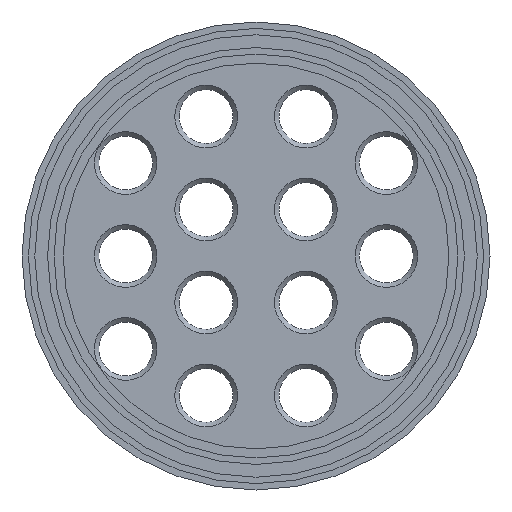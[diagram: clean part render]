
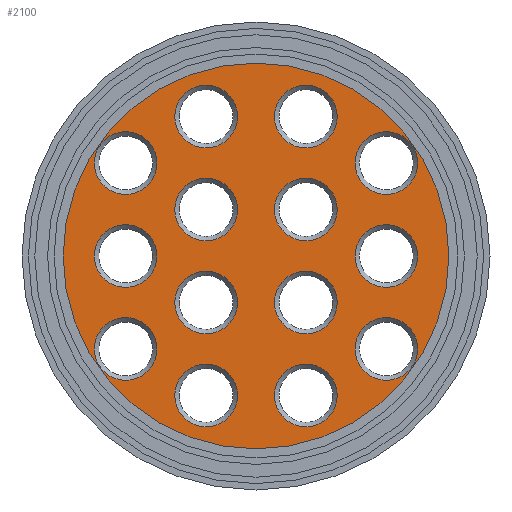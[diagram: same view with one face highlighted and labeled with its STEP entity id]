
A CAD part, front view. The second image highlights one B-rep face of the part: STEP entity #2100.
In plain terms, the highlighted planar face has unit normal (0, -1, 0).
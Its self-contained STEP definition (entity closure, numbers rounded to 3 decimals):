
#15=FACE_BOUND('',#251,.T.);
#16=FACE_BOUND('',#252,.T.);
#17=FACE_BOUND('',#253,.T.);
#18=FACE_BOUND('',#254,.T.);
#19=FACE_BOUND('',#255,.T.);
#20=FACE_BOUND('',#256,.T.);
#21=FACE_BOUND('',#257,.T.);
#22=FACE_BOUND('',#258,.T.);
#23=FACE_BOUND('',#259,.T.);
#24=FACE_BOUND('',#260,.T.);
#25=FACE_BOUND('',#261,.T.);
#26=FACE_BOUND('',#262,.T.);
#27=FACE_BOUND('',#263,.T.);
#28=FACE_BOUND('',#264,.T.);
#53=PLANE('',#2275);
#129=FACE_OUTER_BOUND('',#250,.T.);
#250=EDGE_LOOP('',(#1444));
#251=EDGE_LOOP('',(#1445));
#252=EDGE_LOOP('',(#1446));
#253=EDGE_LOOP('',(#1447));
#254=EDGE_LOOP('',(#1448));
#255=EDGE_LOOP('',(#1449));
#256=EDGE_LOOP('',(#1450));
#257=EDGE_LOOP('',(#1451));
#258=EDGE_LOOP('',(#1452));
#259=EDGE_LOOP('',(#1453));
#260=EDGE_LOOP('',(#1454));
#261=EDGE_LOOP('',(#1455));
#262=EDGE_LOOP('',(#1456));
#263=EDGE_LOOP('',(#1457));
#264=EDGE_LOOP('',(#1458));
#646=CIRCLE('',#2274,4.89);
#647=CIRCLE('',#2276,30.085);
#648=CIRCLE('',#2277,4.89);
#649=CIRCLE('',#2278,4.89);
#650=CIRCLE('',#2279,4.89);
#651=CIRCLE('',#2280,4.89);
#652=CIRCLE('',#2281,4.89);
#653=CIRCLE('',#2282,4.89);
#654=CIRCLE('',#2283,4.89);
#655=CIRCLE('',#2284,4.89);
#656=CIRCLE('',#2285,4.89);
#657=CIRCLE('',#2286,4.89);
#658=CIRCLE('',#2287,4.89);
#659=CIRCLE('',#2288,4.89);
#660=CIRCLE('',#2289,4.89);
#864=VERTEX_POINT('',#3443);
#865=VERTEX_POINT('',#3447);
#866=VERTEX_POINT('',#3449);
#867=VERTEX_POINT('',#3451);
#868=VERTEX_POINT('',#3453);
#869=VERTEX_POINT('',#3455);
#870=VERTEX_POINT('',#3457);
#871=VERTEX_POINT('',#3459);
#872=VERTEX_POINT('',#3461);
#873=VERTEX_POINT('',#3463);
#874=VERTEX_POINT('',#3465);
#875=VERTEX_POINT('',#3467);
#876=VERTEX_POINT('',#3469);
#877=VERTEX_POINT('',#3471);
#878=VERTEX_POINT('',#3473);
#1092=EDGE_CURVE('',#864,#864,#646,.T.);
#1094=EDGE_CURVE('',#865,#865,#647,.T.);
#1095=EDGE_CURVE('',#866,#866,#648,.T.);
#1096=EDGE_CURVE('',#867,#867,#649,.T.);
#1097=EDGE_CURVE('',#868,#868,#650,.T.);
#1098=EDGE_CURVE('',#869,#869,#651,.T.);
#1099=EDGE_CURVE('',#870,#870,#652,.T.);
#1100=EDGE_CURVE('',#871,#871,#653,.T.);
#1101=EDGE_CURVE('',#872,#872,#654,.T.);
#1102=EDGE_CURVE('',#873,#873,#655,.T.);
#1103=EDGE_CURVE('',#874,#874,#656,.T.);
#1104=EDGE_CURVE('',#875,#875,#657,.T.);
#1105=EDGE_CURVE('',#876,#876,#658,.T.);
#1106=EDGE_CURVE('',#877,#877,#659,.T.);
#1107=EDGE_CURVE('',#878,#878,#660,.T.);
#1444=ORIENTED_EDGE('',*,*,#1094,.T.);
#1445=ORIENTED_EDGE('',*,*,#1095,.F.);
#1446=ORIENTED_EDGE('',*,*,#1096,.F.);
#1447=ORIENTED_EDGE('',*,*,#1097,.F.);
#1448=ORIENTED_EDGE('',*,*,#1098,.F.);
#1449=ORIENTED_EDGE('',*,*,#1099,.F.);
#1450=ORIENTED_EDGE('',*,*,#1100,.F.);
#1451=ORIENTED_EDGE('',*,*,#1101,.F.);
#1452=ORIENTED_EDGE('',*,*,#1102,.F.);
#1453=ORIENTED_EDGE('',*,*,#1103,.F.);
#1454=ORIENTED_EDGE('',*,*,#1104,.F.);
#1455=ORIENTED_EDGE('',*,*,#1105,.F.);
#1456=ORIENTED_EDGE('',*,*,#1106,.F.);
#1457=ORIENTED_EDGE('',*,*,#1107,.F.);
#1458=ORIENTED_EDGE('',*,*,#1092,.F.);
#2100=ADVANCED_FACE('',(#129,#15,#16,#17,#18,#19,#20,#21,#22,#23,#24,#25,
#26,#27,#28),#53,.F.);
#2274=AXIS2_PLACEMENT_3D('',#3444,#2666,#2667);
#2275=AXIS2_PLACEMENT_3D('',#3446,#2669,#2670);
#2276=AXIS2_PLACEMENT_3D('',#3448,#2671,#2672);
#2277=AXIS2_PLACEMENT_3D('',#3450,#2673,#2674);
#2278=AXIS2_PLACEMENT_3D('',#3452,#2675,#2676);
#2279=AXIS2_PLACEMENT_3D('',#3454,#2677,#2678);
#2280=AXIS2_PLACEMENT_3D('',#3456,#2679,#2680);
#2281=AXIS2_PLACEMENT_3D('',#3458,#2681,#2682);
#2282=AXIS2_PLACEMENT_3D('',#3460,#2683,#2684);
#2283=AXIS2_PLACEMENT_3D('',#3462,#2685,#2686);
#2284=AXIS2_PLACEMENT_3D('',#3464,#2687,#2688);
#2285=AXIS2_PLACEMENT_3D('',#3466,#2689,#2690);
#2286=AXIS2_PLACEMENT_3D('',#3468,#2691,#2692);
#2287=AXIS2_PLACEMENT_3D('',#3470,#2693,#2694);
#2288=AXIS2_PLACEMENT_3D('',#3472,#2695,#2696);
#2289=AXIS2_PLACEMENT_3D('',#3474,#2697,#2698);
#2666=DIRECTION('center_axis',(0.,-1.,0.));
#2667=DIRECTION('ref_axis',(-1.,0.,0.));
#2669=DIRECTION('center_axis',(0.,1.,0.));
#2670=DIRECTION('ref_axis',(0.,0.,1.));
#2671=DIRECTION('center_axis',(0.,-1.,0.));
#2672=DIRECTION('ref_axis',(1.,0.,0.));
#2673=DIRECTION('center_axis',(0.,-1.,0.));
#2674=DIRECTION('ref_axis',(-1.,0.,0.));
#2675=DIRECTION('center_axis',(0.,-1.,0.));
#2676=DIRECTION('ref_axis',(-1.,0.,0.));
#2677=DIRECTION('center_axis',(0.,-1.,0.));
#2678=DIRECTION('ref_axis',(-1.,0.,0.));
#2679=DIRECTION('center_axis',(0.,-1.,0.));
#2680=DIRECTION('ref_axis',(-1.,0.,0.));
#2681=DIRECTION('center_axis',(0.,-1.,0.));
#2682=DIRECTION('ref_axis',(-1.,0.,0.));
#2683=DIRECTION('center_axis',(0.,-1.,0.));
#2684=DIRECTION('ref_axis',(-1.,0.,0.));
#2685=DIRECTION('center_axis',(0.,-1.,0.));
#2686=DIRECTION('ref_axis',(-1.,0.,0.));
#2687=DIRECTION('center_axis',(0.,-1.,0.));
#2688=DIRECTION('ref_axis',(-1.,0.,0.));
#2689=DIRECTION('center_axis',(0.,-1.,0.));
#2690=DIRECTION('ref_axis',(-1.,0.,0.));
#2691=DIRECTION('center_axis',(0.,-1.,0.));
#2692=DIRECTION('ref_axis',(-1.,0.,0.));
#2693=DIRECTION('center_axis',(0.,-1.,0.));
#2694=DIRECTION('ref_axis',(-1.,0.,0.));
#2695=DIRECTION('center_axis',(0.,-1.,0.));
#2696=DIRECTION('ref_axis',(-1.,0.,0.));
#2697=DIRECTION('center_axis',(0.,-1.,0.));
#2698=DIRECTION('ref_axis',(-1.,0.,0.));
#3443=CARTESIAN_POINT('',(25.224,-3.5,-14.5));
#3444=CARTESIAN_POINT('Origin',(20.334,-3.5,-14.5));
#3446=CARTESIAN_POINT('Origin',(0.,-3.5,0.));
#3447=CARTESIAN_POINT('',(-30.085,-3.5,0.));
#3448=CARTESIAN_POINT('Origin',(0.,-3.5,0.));
#3449=CARTESIAN_POINT('',(-15.443,-3.5,-14.5));
#3450=CARTESIAN_POINT('Origin',(-20.333,-3.5,-14.5));
#3451=CARTESIAN_POINT('',(-15.443,-3.5,0.));
#3452=CARTESIAN_POINT('Origin',(-20.333,-3.5,0.));
#3453=CARTESIAN_POINT('',(-15.443,-3.5,14.5));
#3454=CARTESIAN_POINT('Origin',(-20.333,-3.5,14.5));
#3455=CARTESIAN_POINT('',(-2.886,-3.5,-21.75));
#3456=CARTESIAN_POINT('Origin',(-7.776,-3.5,-21.75));
#3457=CARTESIAN_POINT('',(-2.886,-3.5,-7.25));
#3458=CARTESIAN_POINT('Origin',(-7.776,-3.5,-7.25));
#3459=CARTESIAN_POINT('',(-2.886,-3.5,7.25));
#3460=CARTESIAN_POINT('Origin',(-7.776,-3.5,7.25));
#3461=CARTESIAN_POINT('',(-2.886,-3.5,21.75));
#3462=CARTESIAN_POINT('Origin',(-7.776,-3.5,21.75));
#3463=CARTESIAN_POINT('',(12.666,-3.5,21.75));
#3464=CARTESIAN_POINT('Origin',(7.776,-3.5,21.75));
#3465=CARTESIAN_POINT('',(12.666,-3.5,7.25));
#3466=CARTESIAN_POINT('Origin',(7.776,-3.5,7.25));
#3467=CARTESIAN_POINT('',(12.666,-3.5,-7.25));
#3468=CARTESIAN_POINT('Origin',(7.776,-3.5,-7.25));
#3469=CARTESIAN_POINT('',(12.666,-3.5,-21.75));
#3470=CARTESIAN_POINT('Origin',(7.776,-3.5,-21.75));
#3471=CARTESIAN_POINT('',(25.224,-3.5,14.5));
#3472=CARTESIAN_POINT('Origin',(20.334,-3.5,14.5));
#3473=CARTESIAN_POINT('',(25.224,-3.5,0.));
#3474=CARTESIAN_POINT('Origin',(20.334,-3.5,0.));
